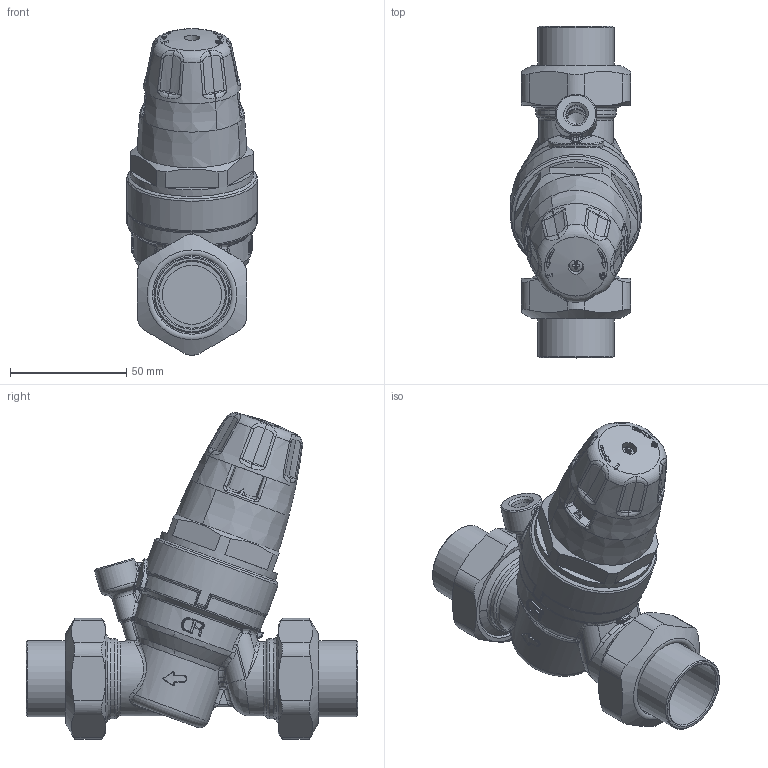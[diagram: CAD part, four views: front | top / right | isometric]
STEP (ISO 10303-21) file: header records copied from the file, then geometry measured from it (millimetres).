
FILE_DESCRIPTION(/* description */ (''),/* implementation_level */ '2;1');
FILE_NAME(/* name */ '535960HA_Simplify_1.stp',/* time_stamp */ '2025-08-26T11:56:23-05:00',/* author */ ('ischreiner'),/* organization */ (''),/* preprocessor_version */ 'ST-DEVELOPER v20',/* originating_system */ 'Autodesk Inventor 2025',/* authorisation */ '');
FILE_SCHEMA (('AUTOMOTIVE_DESIGN { 1 0 10303 214 3 1 1 }'));
Products named in the file (1): 535960HA_Simplify_1
Bounding box: 56.5 x 143.01 x 140.71 mm (x, y, z)
Volume: 297513.2 mm3; surface area: 61180.6 mm2
Topology: 7 solids, 7 shells, 1484 faces, 3930 edges, 2454 vertices
Faces by surface type: plane 685, bspline 382, cylinder 222, torus 99, cone 54, sphere 42
Full cylindrical faces by diameter (mm): 6 x1, 6.5 x1, 7.95 x1, 8.753 x1, 18 x1, 25.4 x2, 26 x2, 28.702 x2, 32 x2, 32.766 x2, 34 x2, 34.5 x2, 36.1 x1, 36.7 x1, 38.1 x2, 39.5 x2, 41.8 x2, 53 x1, 56.509 x1
Entity records: 74115 total; most frequent: CARTESIAN_POINT 37356, ORIENTED_EDGE 7794, DIRECTION 7072, EDGE_CURVE 3897, AXIS2_PLACEMENT_3D 2930, VERTEX_POINT 2454, EDGE_LOOP 1523, STYLED_ITEM 1491
